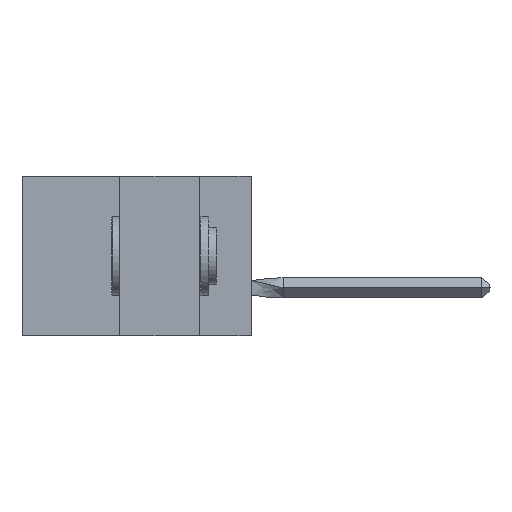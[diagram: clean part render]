
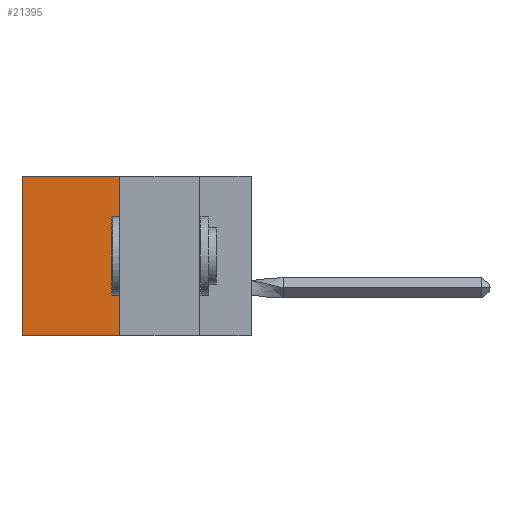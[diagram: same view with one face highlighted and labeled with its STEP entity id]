
A CAD part, left-side view. The second image highlights one B-rep face of the part: STEP entity #21395.
In plain terms, the highlighted planar face has unit normal (-1, 0, 0).
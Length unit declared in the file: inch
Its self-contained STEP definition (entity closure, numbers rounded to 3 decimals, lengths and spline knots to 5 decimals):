
#60 = VECTOR ( 'NONE', #812, 39.37008 ) ;
#318 = VECTOR ( 'NONE', #17047, 39.37008 ) ;
#812 = DIRECTION ( 'NONE',  ( 0., 0., -1. ) ) ;
#1811 = CARTESIAN_POINT ( 'NONE',  ( 0.305, 0.413, 0. ) ) ;
#2460 = ORIENTED_EDGE ( 'NONE', *, *, #3402, .F. ) ;
#3402 = EDGE_CURVE ( 'NONE', #17719, #13198, #4223, .T. ) ;
#3848 = LINE ( 'NONE', #8454, #14194 ) ;
#3997 = EDGE_CURVE ( 'NONE', #13198, #4270, #3848, .T. ) ;
#4223 = LINE ( 'NONE', #7988, #318 ) ;
#4270 = VERTEX_POINT ( 'NONE', #11228 ) ;
#4537 = CARTESIAN_POINT ( 'NONE',  ( 0.305, 0.413, -0.5 ) ) ;
#5177 = PLANE ( 'NONE',  #13722 ) ;
#7988 = CARTESIAN_POINT ( 'NONE',  ( 0.305, 0.413, -0.5 ) ) ;
#8149 = ORIENTED_EDGE ( 'NONE', *, *, #3997, .F. ) ;
#8454 = CARTESIAN_POINT ( 'NONE',  ( 0.305, 0.413, -0.5 ) ) ;
#9709 = LINE ( 'NONE', #28658, #60 ) ;
#10545 = DIRECTION ( 'NONE',  ( 0., 1., 0. ) ) ;
#11120 = LINE ( 'NONE', #1811, #19697 ) ;
#11228 = CARTESIAN_POINT ( 'NONE',  ( 0.305, 0.72, -0.5 ) ) ;
#13198 = VERTEX_POINT ( 'NONE', #4537 ) ;
#13722 = AXIS2_PLACEMENT_3D ( 'NONE', #14146, #16635, #25830 ) ;
#14146 = CARTESIAN_POINT ( 'NONE',  ( 0.305, 0.413, -0.5 ) ) ;
#14194 = VECTOR ( 'NONE', #10545, 39.37008 ) ;
#15799 = DIRECTION ( 'NONE',  ( 0., 1., 0. ) ) ;
#16435 = FACE_OUTER_BOUND ( 'NONE', #16497, .T. ) ;
#16497 = EDGE_LOOP ( 'NONE', ( #26671, #8149, #2460, #19825 ) ) ;
#16635 = DIRECTION ( 'NONE',  ( 1., 0., 0. ) ) ;
#16836 = VERTEX_POINT ( 'NONE', #26644 ) ;
#17047 = DIRECTION ( 'NONE',  ( 0., 0., -1. ) ) ;
#17719 = VERTEX_POINT ( 'NONE', #28830 ) ;
#19697 = VECTOR ( 'NONE', #15799, 39.37008 ) ;
#19825 = ORIENTED_EDGE ( 'NONE', *, *, #21861, .T. ) ;
#21395 = ADVANCED_FACE ( 'NONE', ( #16435 ), #5177, .F. ) ;
#21861 = EDGE_CURVE ( 'NONE', #17719, #16836, #11120, .T. ) ;
#25830 = DIRECTION ( 'NONE',  ( 0., 0., -1. ) ) ;
#26609 = EDGE_CURVE ( 'NONE', #16836, #4270, #9709, .T. ) ;
#26644 = CARTESIAN_POINT ( 'NONE',  ( 0.305, 0.72, 0. ) ) ;
#26671 = ORIENTED_EDGE ( 'NONE', *, *, #26609, .T. ) ;
#28658 = CARTESIAN_POINT ( 'NONE',  ( 0.305, 0.72, -0.5 ) ) ;
#28830 = CARTESIAN_POINT ( 'NONE',  ( 0.305, 0.413, 0. ) ) ;
